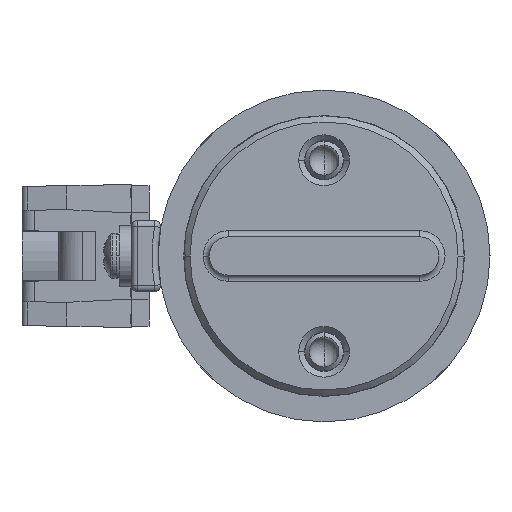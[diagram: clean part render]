
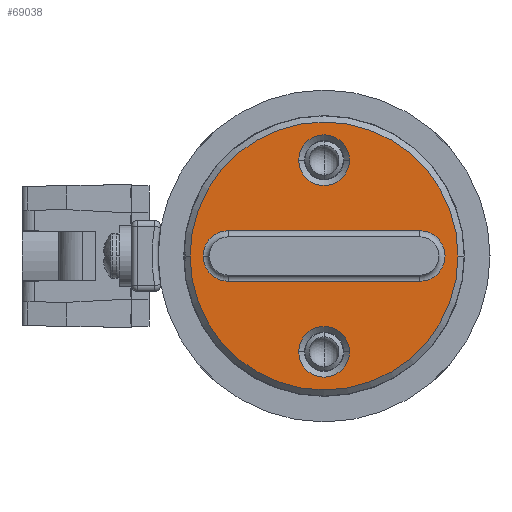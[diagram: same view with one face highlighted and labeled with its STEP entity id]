
A CAD part, left-side view. The second image highlights one B-rep face of the part: STEP entity #69038.
In plain terms, the highlighted planar face has unit normal (-1, 0, 0).
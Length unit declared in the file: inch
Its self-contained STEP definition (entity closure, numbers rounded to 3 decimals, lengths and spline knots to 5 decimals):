
#3081 = CARTESIAN_POINT ( 'NONE',  ( -1.5, 0.46875, 0. ) ) ;
#4504 = AXIS2_PLACEMENT_3D ( 'NONE', #28698, #91733, #37733 ) ;
#5132 = VERTEX_POINT ( 'NONE', #92430 ) ;
#6059 = AXIS2_PLACEMENT_3D ( 'NONE', #3081, #66286, #12185 ) ;
#8191 = CARTESIAN_POINT ( 'NONE',  ( -1.5, 0.124, 0.469 ) ) ;
#10033 = AXIS2_PLACEMENT_3D ( 'NONE', #27777, #90841, #36800 ) ;
#10064 = VERTEX_POINT ( 'NONE', #87693 ) ;
#11447 = AXIS2_PLACEMENT_3D ( 'NONE', #15735, #78867, #24846 ) ;
#12185 = DIRECTION ( 'NONE',  ( 0., 1., 0. ) ) ;
#13098 = ORIENTED_EDGE ( 'NONE', *, *, #98520, .T. ) ;
#14141 = EDGE_CURVE ( 'NONE', #103075, #17599, #114199, .T. ) ;
#15735 = CARTESIAN_POINT ( 'NONE',  ( -1.5, 0., 0. ) ) ;
#17111 = CIRCLE ( 'NONE', #10033, 0.656 ) ;
#17599 = VERTEX_POINT ( 'NONE', #40325 ) ;
#19808 = CIRCLE ( 'NONE', #6059, 0.12375 ) ;
#20425 = FACE_BOUND ( 'NONE', #94969, .T. ) ;
#21655 = LINE ( 'NONE', #36658, #90669 ) ;
#22014 = EDGE_CURVE ( 'NONE', #68699, #72168, #17111, .T. ) ;
#22313 = DIRECTION ( 'NONE',  ( 1., 0., 0. ) ) ;
#22927 = CARTESIAN_POINT ( 'NONE',  ( -1.5, -0.656, 0. ) ) ;
#23786 = EDGE_LOOP ( 'NONE', ( #78647, #42316 ) ) ;
#24846 = DIRECTION ( 'NONE',  ( 0., 1., 0. ) ) ;
#25089 = AXIS2_PLACEMENT_3D ( 'NONE', #76310, #22313, #85283 ) ;
#25747 = EDGE_LOOP ( 'NONE', ( #72766, #61341, #79669, #60884, #55620 ) ) ;
#27777 = CARTESIAN_POINT ( 'NONE',  ( -1.5, 0., 0. ) ) ;
#28481 = CARTESIAN_POINT ( 'NONE',  ( -1.5, 0., 0.469 ) ) ;
#28698 = CARTESIAN_POINT ( 'NONE',  ( -1.5, 0.46875, 0. ) ) ;
#30550 = ORIENTED_EDGE ( 'NONE', *, *, #22014, .T. ) ;
#32457 = VERTEX_POINT ( 'NONE', #81517 ) ;
#33315 = PLANE ( 'NONE',  #46318 ) ;
#35281 = EDGE_CURVE ( 'NONE', #17599, #103075, #62398, .T. ) ;
#36658 = CARTESIAN_POINT ( 'NONE',  ( -1.5, 0., -0.12375 ) ) ;
#36800 = DIRECTION ( 'NONE',  ( 0., 1., 0. ) ) ;
#37170 = DIRECTION ( 'NONE',  ( 0., -1., 0. ) ) ;
#37481 = DIRECTION ( 'NONE',  ( 1., 0., 0. ) ) ;
#37526 = DIRECTION ( 'NONE',  ( 0., 1., 0. ) ) ;
#37733 = DIRECTION ( 'NONE',  ( 0., 1., 0. ) ) ;
#40325 = CARTESIAN_POINT ( 'NONE',  ( -1.5, -0.124, -0.469 ) ) ;
#40950 = VERTEX_POINT ( 'NONE', #72526 ) ;
#41054 = CARTESIAN_POINT ( 'NONE',  ( -1.5, 0., 0.469 ) ) ;
#42316 = ORIENTED_EDGE ( 'NONE', *, *, #53918, .T. ) ;
#42872 = AXIS2_PLACEMENT_3D ( 'NONE', #28481, #91520, #37526 ) ;
#43151 = CARTESIAN_POINT ( 'NONE',  ( -1.5, 0., 0. ) ) ;
#44240 = EDGE_CURVE ( 'NONE', #98767, #63543, #110952, .T. ) ;
#44361 = FACE_OUTER_BOUND ( 'NONE', #111033, .T. ) ;
#45283 = DIRECTION ( 'NONE',  ( 1., 0., 0. ) ) ;
#46318 = AXIS2_PLACEMENT_3D ( 'NONE', #43151, #106157, #52275 ) ;
#46388 = EDGE_CURVE ( 'NONE', #32457, #10064, #19808, .T. ) ;
#48866 = AXIS2_PLACEMENT_3D ( 'NONE', #91472, #37481, #100510 ) ;
#50122 = DIRECTION ( 'NONE',  ( 0., 1., 0. ) ) ;
#51837 = CIRCLE ( 'NONE', #11447, 0.656 ) ;
#52275 = DIRECTION ( 'NONE',  ( 0., 1., 0. ) ) ;
#52862 = CARTESIAN_POINT ( 'NONE',  ( -1.5, 0.46875, -0.12375 ) ) ;
#53485 = CIRCLE ( 'NONE', #4504, 0.12375 ) ;
#53918 = EDGE_CURVE ( 'NONE', #63543, #98767, #85393, .T. ) ;
#55620 = ORIENTED_EDGE ( 'NONE', *, *, #46388, .T. ) ;
#60884 = ORIENTED_EDGE ( 'NONE', *, *, #67723, .T. ) ;
#60908 = ORIENTED_EDGE ( 'NONE', *, *, #35281, .T. ) ;
#61341 = ORIENTED_EDGE ( 'NONE', *, *, #100627, .T. ) ;
#62398 = CIRCLE ( 'NONE', #25089, 0.124 ) ;
#62910 = LINE ( 'NONE', #82087, #83963 ) ;
#63043 = EDGE_CURVE ( 'NONE', #10064, #40950, #62910, .T. ) ;
#63543 = VERTEX_POINT ( 'NONE', #80472 ) ;
#66286 = DIRECTION ( 'NONE',  ( 1., 0., 0. ) ) ;
#67723 = EDGE_CURVE ( 'NONE', #98648, #32457, #53485, .T. ) ;
#68699 = VERTEX_POINT ( 'NONE', #91886 ) ;
#69038 = ADVANCED_FACE ( 'NONE', ( #20425, #116308, #92282, #44361 ), #33315, .T. ) ;
#72168 = VERTEX_POINT ( 'NONE', #22927 ) ;
#72526 = CARTESIAN_POINT ( 'NONE',  ( -1.5, -0.46875, 0.12375 ) ) ;
#72766 = ORIENTED_EDGE ( 'NONE', *, *, #63043, .T. ) ;
#73491 = EDGE_CURVE ( 'NONE', #5132, #98648, #21655, .T. ) ;
#76310 = CARTESIAN_POINT ( 'NONE',  ( -1.5, 0., -0.469 ) ) ;
#76957 = CIRCLE ( 'NONE', #48866, 0.12375 ) ;
#78647 = ORIENTED_EDGE ( 'NONE', *, *, #44240, .T. ) ;
#78867 = DIRECTION ( 'NONE',  ( -1., 0., 0. ) ) ;
#79669 = ORIENTED_EDGE ( 'NONE', *, *, #73491, .T. ) ;
#80472 = CARTESIAN_POINT ( 'NONE',  ( -1.5, -0.124, 0.469 ) ) ;
#81517 = CARTESIAN_POINT ( 'NONE',  ( -1.5, 0.5925, 0. ) ) ;
#82087 = CARTESIAN_POINT ( 'NONE',  ( -1.5, 0., 0.12375 ) ) ;
#83963 = VECTOR ( 'NONE', #37170, 39.37008 ) ;
#85283 = DIRECTION ( 'NONE',  ( 0., 1., 0. ) ) ;
#85393 = CIRCLE ( 'NONE', #104475, 0.124 ) ;
#87693 = CARTESIAN_POINT ( 'NONE',  ( -1.5, 0.46875, 0.12375 ) ) ;
#90669 = VECTOR ( 'NONE', #99687, 39.37008 ) ;
#90841 = DIRECTION ( 'NONE',  ( -1., 0., 0. ) ) ;
#91472 = CARTESIAN_POINT ( 'NONE',  ( -1.5, -0.46875, 0. ) ) ;
#91520 = DIRECTION ( 'NONE',  ( 1., 0., 0. ) ) ;
#91733 = DIRECTION ( 'NONE',  ( 1., 0., 0. ) ) ;
#91886 = CARTESIAN_POINT ( 'NONE',  ( -1.5, 0.656, 0. ) ) ;
#92282 = FACE_BOUND ( 'NONE', #25747, .T. ) ;
#92430 = CARTESIAN_POINT ( 'NONE',  ( -1.5, -0.46875, -0.12375 ) ) ;
#94969 = EDGE_LOOP ( 'NONE', ( #100174, #60908 ) ) ;
#98520 = EDGE_CURVE ( 'NONE', #72168, #68699, #51837, .T. ) ;
#98648 = VERTEX_POINT ( 'NONE', #52862 ) ;
#98767 = VERTEX_POINT ( 'NONE', #8191 ) ;
#99228 = CARTESIAN_POINT ( 'NONE',  ( -1.5, 0., -0.469 ) ) ;
#99687 = DIRECTION ( 'NONE',  ( 0., 1., 0. ) ) ;
#100174 = ORIENTED_EDGE ( 'NONE', *, *, #14141, .T. ) ;
#100510 = DIRECTION ( 'NONE',  ( 0., 1., 0. ) ) ;
#100627 = EDGE_CURVE ( 'NONE', #40950, #5132, #76957, .T. ) ;
#103075 = VERTEX_POINT ( 'NONE', #108098 ) ;
#104077 = DIRECTION ( 'NONE',  ( 1., 0., 0. ) ) ;
#104475 = AXIS2_PLACEMENT_3D ( 'NONE', #41054, #104077, #50122 ) ;
#106157 = DIRECTION ( 'NONE',  ( -1., 0., 0. ) ) ;
#107916 = AXIS2_PLACEMENT_3D ( 'NONE', #99228, #45283, #108324 ) ;
#108098 = CARTESIAN_POINT ( 'NONE',  ( -1.5, 0.124, -0.469 ) ) ;
#108324 = DIRECTION ( 'NONE',  ( 0., 1., 0. ) ) ;
#110952 = CIRCLE ( 'NONE', #42872, 0.124 ) ;
#111033 = EDGE_LOOP ( 'NONE', ( #13098, #30550 ) ) ;
#114199 = CIRCLE ( 'NONE', #107916, 0.124 ) ;
#116308 = FACE_BOUND ( 'NONE', #23786, .T. ) ;
